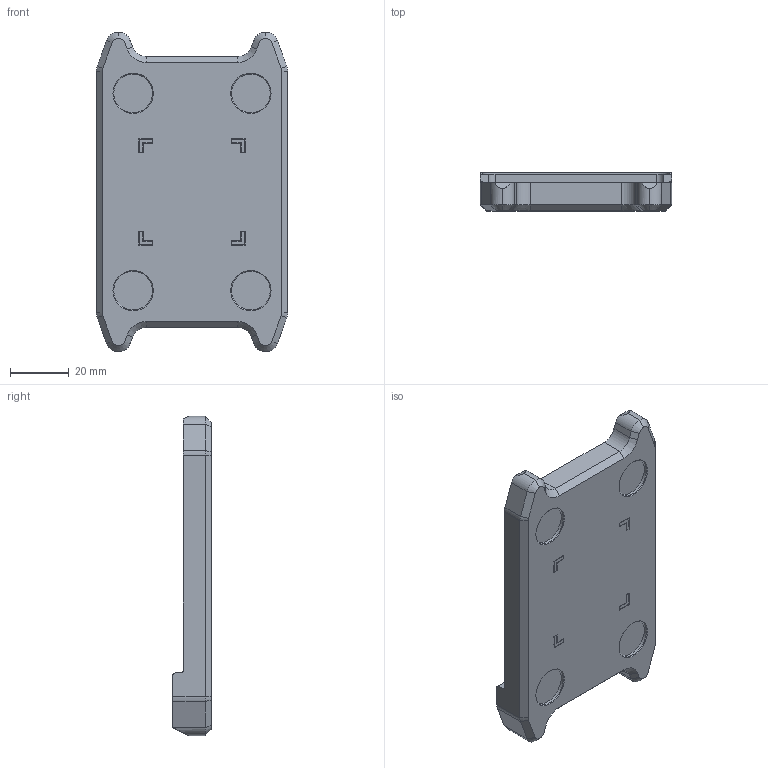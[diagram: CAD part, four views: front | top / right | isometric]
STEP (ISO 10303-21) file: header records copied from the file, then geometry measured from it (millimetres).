
FILE_DESCRIPTION (( 'STEP AP203' ), '1' );
FILE_NAME ('FPR12089-03-ScrewBoss.STEP', '2023-09-13T17:46:49', ( '' ), ( '' ), 'SwSTEP 2.0', 'SolidWorks 2020', '' );
FILE_SCHEMA (( 'CONFIG_CONTROL_DESIGN' ));
Length unit declared in the file: millimetre
Products named in the file (1): FPR12089-03-ScrewBoss
Bounding box: 65 x 13.05 x 108.52 mm (x, y, z)
Volume: 24552.2 mm3; surface area: 18510.3 mm2
Topology: 1 solids, 1 shells, 301 faces, 779 edges, 500 vertices
Faces by surface type: plane 195, cone 58, cylinder 40, torus 8
Entity records: 9234 total; most frequent: CARTESIAN_POINT 1813, ORIENTED_EDGE 1558, DIRECTION 1489, EDGE_CURVE 779, VECTOR 569, LINE 569, VERTEX_POINT 500, AXIS2_PLACEMENT_3D 460
